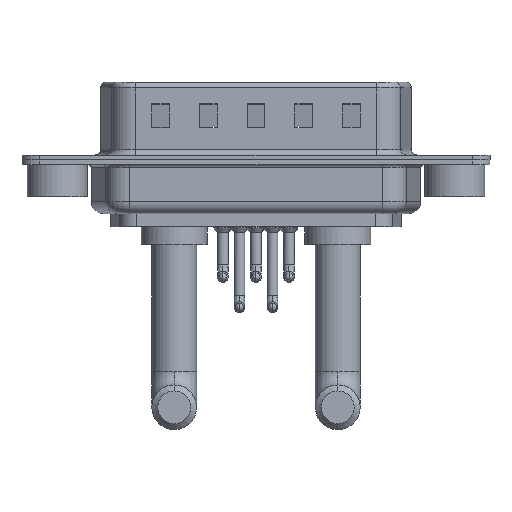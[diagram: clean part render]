
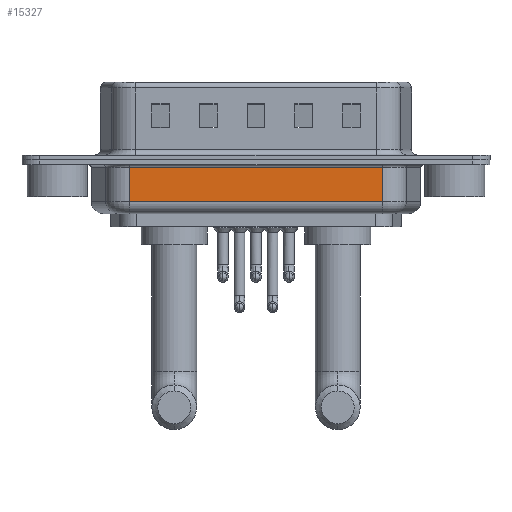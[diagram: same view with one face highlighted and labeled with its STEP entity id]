
A CAD part, front view. The second image highlights one B-rep face of the part: STEP entity #15327.
In plain terms, the highlighted planar face has unit normal (0, -1, 0).
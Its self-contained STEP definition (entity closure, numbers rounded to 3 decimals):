
#665 = LINE ( 'NONE', #5532, #1243 ) ;
#694 = DIRECTION ( 'NONE',  ( 0., 0., 1. ) ) ;
#1243 = VECTOR ( 'NONE', #5644, 1000. ) ;
#1406 = CARTESIAN_POINT ( 'NONE',  ( 27.269, -5.35, -3.5 ) ) ;
#1769 = ORIENTED_EDGE ( 'NONE', *, *, #13108, .F. ) ;
#1939 = VERTEX_POINT ( 'NONE', #19067 ) ;
#2176 = DIRECTION ( 'NONE',  ( 0., 1., 0. ) ) ;
#2604 = VECTOR ( 'NONE', #11554, 1000. ) ;
#2752 = CARTESIAN_POINT ( 'NONE',  ( 6.031, -5.35, -0.65 ) ) ;
#3490 = CARTESIAN_POINT ( 'NONE',  ( 6.031, -5.35, -4.5 ) ) ;
#3552 = VECTOR ( 'NONE', #17181, 1000. ) ;
#4675 = LINE ( 'NONE', #3490, #2604 ) ;
#5135 = CARTESIAN_POINT ( 'NONE',  ( 6.031, -5.35, -0.65 ) ) ;
#5532 = CARTESIAN_POINT ( 'NONE',  ( 6.031, -5.35, -3.5 ) ) ;
#5644 = DIRECTION ( 'NONE',  ( 1., 0., 0. ) ) ;
#6144 = ORIENTED_EDGE ( 'NONE', *, *, #8218, .T. ) ;
#6839 = CARTESIAN_POINT ( 'NONE',  ( 6.031, -5.35, -4.5 ) ) ;
#7016 = CARTESIAN_POINT ( 'NONE',  ( 27.269, -5.35, -0.65 ) ) ;
#8218 = EDGE_CURVE ( 'NONE', #17199, #16688, #10709, .T. ) ;
#9535 = ORIENTED_EDGE ( 'NONE', *, *, #12760, .T. ) ;
#10709 = LINE ( 'NONE', #2752, #3552 ) ;
#11554 = DIRECTION ( 'NONE',  ( 0., 0., 1. ) ) ;
#12556 = DIRECTION ( 'NONE',  ( 0., 0., 1. ) ) ;
#12663 = CARTESIAN_POINT ( 'NONE',  ( 27.269, -5.35, -4.5 ) ) ;
#12760 = EDGE_CURVE ( 'NONE', #1939, #20729, #665, .T. ) ;
#13108 = EDGE_CURVE ( 'NONE', #1939, #16688, #4675, .T. ) ;
#13412 = FACE_OUTER_BOUND ( 'NONE', #16163, .T. ) ;
#15327 = ADVANCED_FACE ( 'NONE', ( #13412 ), #16691, .F. ) ;
#15452 = VECTOR ( 'NONE', #12556, 1000. ) ;
#15596 = EDGE_CURVE ( 'NONE', #20729, #17199, #15854, .T. ) ;
#15854 = LINE ( 'NONE', #12663, #15452 ) ;
#16163 = EDGE_LOOP ( 'NONE', ( #1769, #9535, #19147, #6144 ) ) ;
#16688 = VERTEX_POINT ( 'NONE', #5135 ) ;
#16691 = PLANE ( 'NONE',  #20266 ) ;
#17181 = DIRECTION ( 'NONE',  ( -1., 0., 0. ) ) ;
#17199 = VERTEX_POINT ( 'NONE', #7016 ) ;
#19067 = CARTESIAN_POINT ( 'NONE',  ( 6.031, -5.35, -3.5 ) ) ;
#19147 = ORIENTED_EDGE ( 'NONE', *, *, #15596, .T. ) ;
#20266 = AXIS2_PLACEMENT_3D ( 'NONE', #6839, #2176, #694 ) ;
#20729 = VERTEX_POINT ( 'NONE', #1406 ) ;
